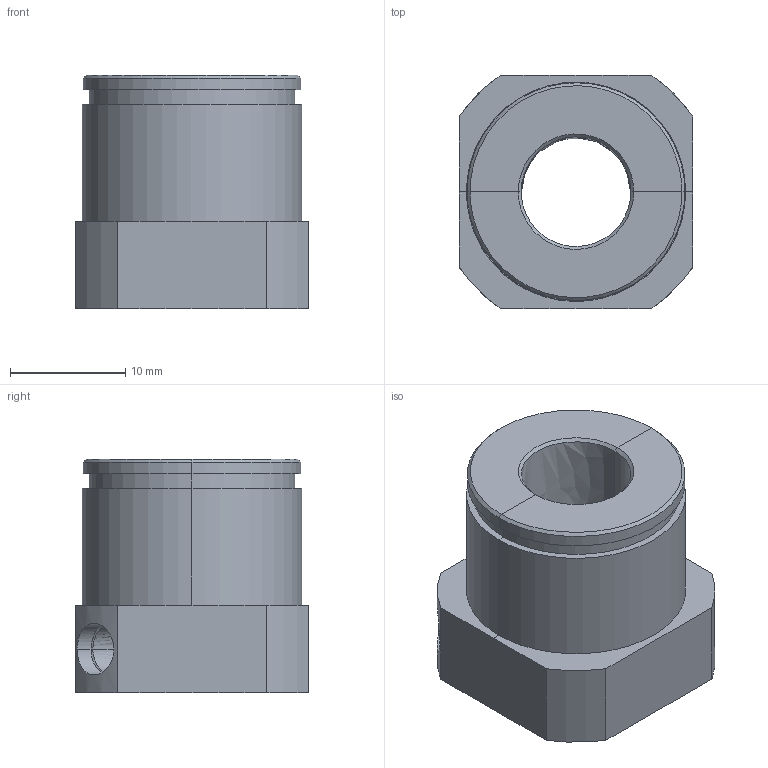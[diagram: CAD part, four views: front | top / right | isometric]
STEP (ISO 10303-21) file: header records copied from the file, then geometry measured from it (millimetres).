
FILE_DESCRIPTION(/* description */ (''),/* implementation_level */ '2;1');
FILE_NAME(/* name */ 'T81H-RS61',/* time_stamp */ '2017-01-06T14:25:11-07:00',/* author */ (''),/* organization */ (''),/* preprocessor_version */ 'ST-DEVELOPER v10',/* originating_system */ '',/* authorisation */ '');
FILE_SCHEMA (('CONFIG_CONTROL_DESIGN'));
Length unit declared in the file: inch
Products named in the file (1): 1
Bounding box: 20.32 x 20.32 x 20.32 mm (x, y, z)
Volume: 4888.2 mm3; surface area: 2752.8 mm2
Topology: 1 solids, 1 shells, 51 faces, 120 edges, 70 vertices
Faces by surface type: bspline 44, plane 7
Entity records: 1871 total; most frequent: CARTESIAN_POINT 1089, ORIENTED_EDGE 240, EDGE_CURVE 120, B_SPLINE_CURVE_WITH_KNOTS 74, VERTEX_POINT 70, EDGE_LOOP 56, ADVANCED_FACE 51, FACE_OUTER_BOUND 51
